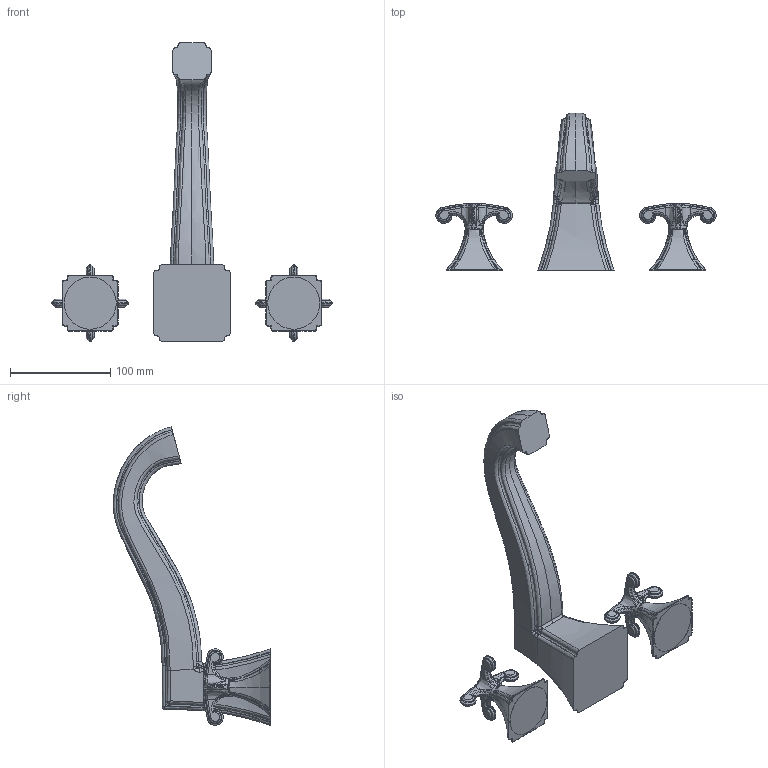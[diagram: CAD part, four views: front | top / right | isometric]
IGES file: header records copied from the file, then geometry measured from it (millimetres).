
Start section:  PTC IGES file: 3-2526.igs
Global section: file name: 3-2526.igs; native system: Creo Parametric by PTC Inc.; preprocessor: 2018400; author: jinson.thomas; organization: Unknown; date: 20210312.160225; units: inch
Bounding box: 279.38 x 156.91 x 297.81 mm (x, y, z)
Volume: 699228 mm3; surface area: 89725.9 mm2
Topology: 3 solids, 3 shells, 764 faces, 1773 edges, 1001 vertices
Faces by surface type: bspline 611, revolution 153
